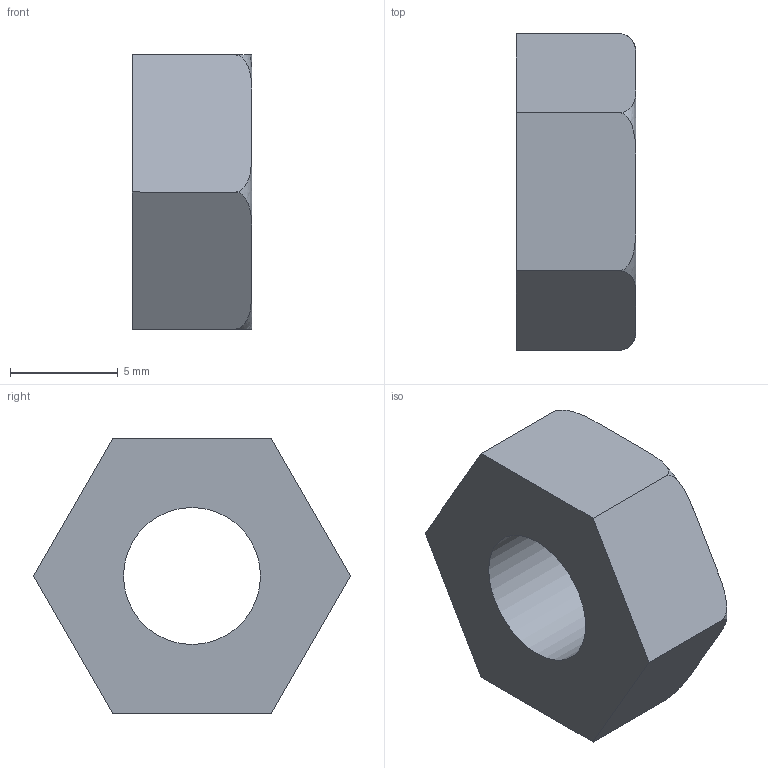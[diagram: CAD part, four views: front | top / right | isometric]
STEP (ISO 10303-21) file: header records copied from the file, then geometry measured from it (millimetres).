
FILE_DESCRIPTION(/* description */ ('STEP AP214'),/* implementation_level */ '2;1');
FILE_NAME(/* name */ '625b94ce8af6832b8556179d',/* time_stamp */ '2022-04-17T04:17:18+00:00',/* author */ (''),/* organization */ (''),/* preprocessor_version */ 'ST-DEVELOPER v18.101',/* originating_system */ ' ',/* authorisation */ ' ');
FILE_SCHEMA (('AUTOMOTIVE_DESIGN {1 0 10303 214 3 1 1}'));
Length unit declared in the file: metre
Products named in the file (1): Part 449
Bounding box: 5.56 x 14.66 x 12.7 mm (x, y, z)
Volume: 599.6 mm3; surface area: 568.7 mm2
Topology: 1 solids, 1 shells, 15 faces, 39 edges, 26 vertices
Faces by surface type: plane 8, torus 6, cylinder 1
Full cylindrical faces by diameter (mm): 6.35 x1
Entity records: 538 total; most frequent: CARTESIAN_POINT 152, ORIENTED_EDGE 76, DIRECTION 66, EDGE_CURVE 38, VERTEX_POINT 26, AXIS2_PLACEMENT_3D 24, LINE 18, VECTOR 18
